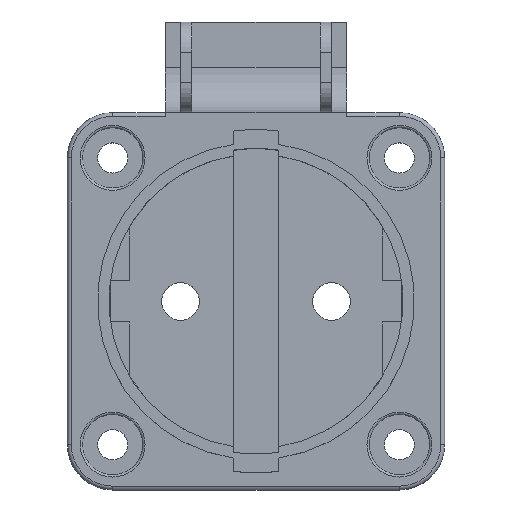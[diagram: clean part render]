
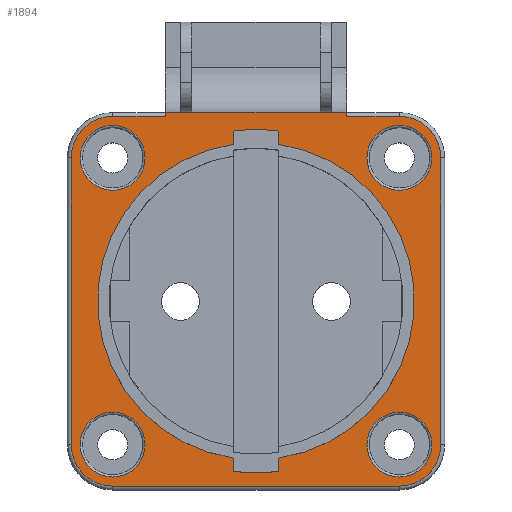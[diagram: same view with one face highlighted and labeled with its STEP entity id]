
A CAD part, top view. The second image highlights one B-rep face of the part: STEP entity #1894.
In plain terms, the highlighted planar face has unit normal (0, 0, 1).
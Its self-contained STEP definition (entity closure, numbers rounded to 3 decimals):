
#64=FACE_BOUND('',#235,.T.);
#65=FACE_BOUND('',#236,.T.);
#66=FACE_BOUND('',#237,.T.);
#67=FACE_BOUND('',#238,.T.);
#68=FACE_BOUND('',#239,.T.);
#121=FACE_OUTER_BOUND('',#234,.T.);
#234=EDGE_LOOP('',(#1360,#1361,#1362,#1363,#1364,#1365,#1366,#1367,#1368,
#1369,#1370,#1371));
#235=EDGE_LOOP('',(#1372));
#236=EDGE_LOOP('',(#1373));
#237=EDGE_LOOP('',(#1374,#1375,#1376,#1377,#1378,#1379,#1380,#1381));
#238=EDGE_LOOP('',(#1382));
#239=EDGE_LOOP('',(#1383));
#399=LINE('',#2929,#567);
#400=LINE('',#2931,#568);
#401=LINE('',#2933,#569);
#402=LINE('',#2935,#570);
#403=LINE('',#2939,#571);
#404=LINE('',#2943,#572);
#405=LINE('',#2947,#573);
#406=LINE('',#2950,#574);
#407=LINE('',#2957,#575);
#408=LINE('',#2961,#576);
#409=LINE('',#2965,#577);
#410=LINE('',#2969,#578);
#567=VECTOR('',#2329,10.);
#568=VECTOR('',#2330,10.);
#569=VECTOR('',#2331,10.);
#570=VECTOR('',#2332,10.);
#571=VECTOR('',#2335,10.);
#572=VECTOR('',#2338,10.);
#573=VECTOR('',#2341,10.);
#574=VECTOR('',#2344,10.);
#575=VECTOR('',#2349,10.);
#576=VECTOR('',#2352,10.);
#577=VECTOR('',#2355,10.);
#578=VECTOR('',#2358,10.);
#716=CIRCLE('',#2031,4.3);
#717=CIRCLE('',#2033,5.5);
#718=CIRCLE('',#2034,5.5);
#719=CIRCLE('',#2035,5.5);
#720=CIRCLE('',#2036,5.5);
#721=CIRCLE('',#2037,4.3);
#722=CIRCLE('',#2038,4.3);
#723=CIRCLE('',#2039,21.);
#724=CIRCLE('',#2040,22.75);
#725=CIRCLE('',#2041,21.);
#726=CIRCLE('',#2042,22.75);
#727=CIRCLE('',#2043,4.3);
#841=VERTEX_POINT('',#2924);
#842=VERTEX_POINT('',#2927);
#843=VERTEX_POINT('',#2928);
#844=VERTEX_POINT('',#2930);
#845=VERTEX_POINT('',#2932);
#846=VERTEX_POINT('',#2934);
#847=VERTEX_POINT('',#2936);
#848=VERTEX_POINT('',#2938);
#849=VERTEX_POINT('',#2940);
#850=VERTEX_POINT('',#2942);
#851=VERTEX_POINT('',#2944);
#852=VERTEX_POINT('',#2946);
#853=VERTEX_POINT('',#2948);
#854=VERTEX_POINT('',#2951);
#855=VERTEX_POINT('',#2953);
#856=VERTEX_POINT('',#2955);
#857=VERTEX_POINT('',#2956);
#858=VERTEX_POINT('',#2958);
#859=VERTEX_POINT('',#2960);
#860=VERTEX_POINT('',#2962);
#861=VERTEX_POINT('',#2964);
#862=VERTEX_POINT('',#2966);
#863=VERTEX_POINT('',#2968);
#864=VERTEX_POINT('',#2971);
#1048=EDGE_CURVE('',#841,#841,#716,.T.);
#1049=EDGE_CURVE('',#842,#843,#399,.T.);
#1050=EDGE_CURVE('',#842,#844,#400,.T.);
#1051=EDGE_CURVE('',#845,#844,#401,.T.);
#1052=EDGE_CURVE('',#846,#845,#402,.T.);
#1053=EDGE_CURVE('',#847,#846,#717,.T.);
#1054=EDGE_CURVE('',#848,#847,#403,.T.);
#1055=EDGE_CURVE('',#849,#848,#718,.T.);
#1056=EDGE_CURVE('',#850,#849,#404,.T.);
#1057=EDGE_CURVE('',#851,#850,#719,.T.);
#1058=EDGE_CURVE('',#852,#851,#405,.T.);
#1059=EDGE_CURVE('',#853,#852,#720,.T.);
#1060=EDGE_CURVE('',#843,#853,#406,.T.);
#1061=EDGE_CURVE('',#854,#854,#721,.T.);
#1062=EDGE_CURVE('',#855,#855,#722,.T.);
#1063=EDGE_CURVE('',#856,#857,#407,.T.);
#1064=EDGE_CURVE('',#857,#858,#723,.T.);
#1065=EDGE_CURVE('',#858,#859,#408,.T.);
#1066=EDGE_CURVE('',#859,#860,#724,.T.);
#1067=EDGE_CURVE('',#860,#861,#409,.T.);
#1068=EDGE_CURVE('',#861,#862,#725,.T.);
#1069=EDGE_CURVE('',#862,#863,#410,.T.);
#1070=EDGE_CURVE('',#863,#856,#726,.T.);
#1071=EDGE_CURVE('',#864,#864,#727,.T.);
#1360=ORIENTED_EDGE('',*,*,#1049,.F.);
#1361=ORIENTED_EDGE('',*,*,#1050,.T.);
#1362=ORIENTED_EDGE('',*,*,#1051,.F.);
#1363=ORIENTED_EDGE('',*,*,#1052,.F.);
#1364=ORIENTED_EDGE('',*,*,#1053,.F.);
#1365=ORIENTED_EDGE('',*,*,#1054,.F.);
#1366=ORIENTED_EDGE('',*,*,#1055,.F.);
#1367=ORIENTED_EDGE('',*,*,#1056,.F.);
#1368=ORIENTED_EDGE('',*,*,#1057,.F.);
#1369=ORIENTED_EDGE('',*,*,#1058,.F.);
#1370=ORIENTED_EDGE('',*,*,#1059,.F.);
#1371=ORIENTED_EDGE('',*,*,#1060,.F.);
#1372=ORIENTED_EDGE('',*,*,#1061,.F.);
#1373=ORIENTED_EDGE('',*,*,#1062,.F.);
#1374=ORIENTED_EDGE('',*,*,#1063,.T.);
#1375=ORIENTED_EDGE('',*,*,#1064,.T.);
#1376=ORIENTED_EDGE('',*,*,#1065,.T.);
#1377=ORIENTED_EDGE('',*,*,#1066,.T.);
#1378=ORIENTED_EDGE('',*,*,#1067,.T.);
#1379=ORIENTED_EDGE('',*,*,#1068,.T.);
#1380=ORIENTED_EDGE('',*,*,#1069,.T.);
#1381=ORIENTED_EDGE('',*,*,#1070,.T.);
#1382=ORIENTED_EDGE('',*,*,#1071,.F.);
#1383=ORIENTED_EDGE('',*,*,#1048,.F.);
#1828=PLANE('',#2032);
#1894=ADVANCED_FACE('',(#121,#64,#65,#66,#67,#68),#1828,.T.);
#2031=AXIS2_PLACEMENT_3D('',#2925,#2325,#2326);
#2032=AXIS2_PLACEMENT_3D('',#2926,#2327,#2328);
#2033=AXIS2_PLACEMENT_3D('',#2937,#2333,#2334);
#2034=AXIS2_PLACEMENT_3D('',#2941,#2336,#2337);
#2035=AXIS2_PLACEMENT_3D('',#2945,#2339,#2340);
#2036=AXIS2_PLACEMENT_3D('',#2949,#2342,#2343);
#2037=AXIS2_PLACEMENT_3D('',#2952,#2345,#2346);
#2038=AXIS2_PLACEMENT_3D('',#2954,#2347,#2348);
#2039=AXIS2_PLACEMENT_3D('',#2959,#2350,#2351);
#2040=AXIS2_PLACEMENT_3D('',#2963,#2353,#2354);
#2041=AXIS2_PLACEMENT_3D('',#2967,#2356,#2357);
#2042=AXIS2_PLACEMENT_3D('',#2970,#2359,#2360);
#2043=AXIS2_PLACEMENT_3D('',#2972,#2361,#2362);
#2325=DIRECTION('center_axis',(0.,0.,1.));
#2326=DIRECTION('ref_axis',(-1.,0.,0.));
#2327=DIRECTION('center_axis',(0.,0.,1.));
#2328=DIRECTION('ref_axis',(1.,0.,0.));
#2329=DIRECTION('',(0.,-1.,0.));
#2330=DIRECTION('',(-1.,0.,0.));
#2331=DIRECTION('',(0.,1.,0.));
#2332=DIRECTION('',(1.,0.,0.));
#2333=DIRECTION('center_axis',(0.,0.,-1.));
#2334=DIRECTION('ref_axis',(-0.707,0.707,0.));
#2335=DIRECTION('',(0.,1.,0.));
#2336=DIRECTION('center_axis',(0.,0.,-1.));
#2337=DIRECTION('ref_axis',(-0.707,-0.707,0.));
#2338=DIRECTION('',(-1.,0.,0.));
#2339=DIRECTION('center_axis',(0.,0.,-1.));
#2340=DIRECTION('ref_axis',(0.707,-0.707,0.));
#2341=DIRECTION('',(0.,-1.,0.));
#2342=DIRECTION('center_axis',(0.,0.,-1.));
#2343=DIRECTION('ref_axis',(0.707,0.707,0.));
#2344=DIRECTION('',(1.,0.,0.));
#2345=DIRECTION('center_axis',(0.,0.,1.));
#2346=DIRECTION('ref_axis',(-1.,0.,0.));
#2347=DIRECTION('center_axis',(0.,0.,1.));
#2348=DIRECTION('ref_axis',(-1.,0.,0.));
#2349=DIRECTION('',(0.,1.,0.));
#2350=DIRECTION('center_axis',(0.,0.,-1.));
#2351=DIRECTION('ref_axis',(-0.143,0.99,0.));
#2352=DIRECTION('',(0.,1.,0.));
#2353=DIRECTION('center_axis',(0.,0.,-1.));
#2354=DIRECTION('ref_axis',(0.132,0.991,0.));
#2355=DIRECTION('',(0.,-1.,0.));
#2356=DIRECTION('center_axis',(0.,0.,-1.));
#2357=DIRECTION('ref_axis',(0.143,-0.99,0.));
#2358=DIRECTION('',(0.,-1.,0.));
#2359=DIRECTION('center_axis',(0.,0.,-1.));
#2360=DIRECTION('ref_axis',(-0.132,-0.991,0.));
#2361=DIRECTION('center_axis',(0.,0.,1.));
#2362=DIRECTION('ref_axis',(-1.,0.,0.));
#2924=CARTESIAN_POINT('',(10.3,6.,7.5));
#2925=CARTESIAN_POINT('Origin',(6.,6.,7.5));
#2926=CARTESIAN_POINT('Origin',(25.,56.,7.5));
#2927=CARTESIAN_POINT('',(37.,50.,7.5));
#2928=CARTESIAN_POINT('',(37.,49.5,7.5));
#2929=CARTESIAN_POINT('',(37.,53.,7.5));
#2930=CARTESIAN_POINT('',(13.,50.,7.5));
#2931=CARTESIAN_POINT('',(19.,50.,7.5));
#2932=CARTESIAN_POINT('',(13.,49.5,7.5));
#2933=CARTESIAN_POINT('',(13.,59.,7.5));
#2934=CARTESIAN_POINT('',(6.,49.5,7.5));
#2935=CARTESIAN_POINT('',(34.5,49.5,7.5));
#2936=CARTESIAN_POINT('',(0.5,44.,7.5));
#2937=CARTESIAN_POINT('Origin',(6.,44.,7.5));
#2938=CARTESIAN_POINT('',(0.5,6.,7.5));
#2939=CARTESIAN_POINT('',(0.5,50.,7.5));
#2940=CARTESIAN_POINT('',(6.,0.5,7.5));
#2941=CARTESIAN_POINT('Origin',(6.,6.,7.5));
#2942=CARTESIAN_POINT('',(44.,0.5,7.5));
#2943=CARTESIAN_POINT('',(15.5,0.5,7.5));
#2944=CARTESIAN_POINT('',(49.5,6.,7.5));
#2945=CARTESIAN_POINT('Origin',(44.,6.,7.5));
#2946=CARTESIAN_POINT('',(49.5,44.,7.5));
#2947=CARTESIAN_POINT('',(49.5,31.,7.5));
#2948=CARTESIAN_POINT('',(44.,49.5,7.5));
#2949=CARTESIAN_POINT('Origin',(44.,44.,7.5));
#2950=CARTESIAN_POINT('',(34.5,49.5,7.5));
#2951=CARTESIAN_POINT('',(48.3,6.,7.5));
#2952=CARTESIAN_POINT('Origin',(44.,6.,7.5));
#2953=CARTESIAN_POINT('',(10.3,44.,7.5));
#2954=CARTESIAN_POINT('Origin',(6.,44.,7.5));
#2955=CARTESIAN_POINT('',(22.,2.449,7.5));
#2956=CARTESIAN_POINT('',(22.,4.215,7.5));
#2957=CARTESIAN_POINT('',(22.,30.108,7.5));
#2958=CARTESIAN_POINT('',(22.,45.785,7.5));
#2959=CARTESIAN_POINT('Origin',(25.,25.,7.5));
#2960=CARTESIAN_POINT('',(22.,47.551,7.5));
#2961=CARTESIAN_POINT('',(22.,51.776,7.5));
#2962=CARTESIAN_POINT('',(28.,47.551,7.5));
#2963=CARTESIAN_POINT('Origin',(25.,25.,7.5));
#2964=CARTESIAN_POINT('',(28.,45.785,7.5));
#2965=CARTESIAN_POINT('',(28.,50.892,7.5));
#2966=CARTESIAN_POINT('',(28.,4.215,7.5));
#2967=CARTESIAN_POINT('Origin',(25.,25.,7.5));
#2968=CARTESIAN_POINT('',(28.,2.449,7.5));
#2969=CARTESIAN_POINT('',(28.,29.224,7.5));
#2970=CARTESIAN_POINT('Origin',(25.,25.,7.5));
#2971=CARTESIAN_POINT('',(48.3,44.,7.5));
#2972=CARTESIAN_POINT('Origin',(44.,44.,7.5));
